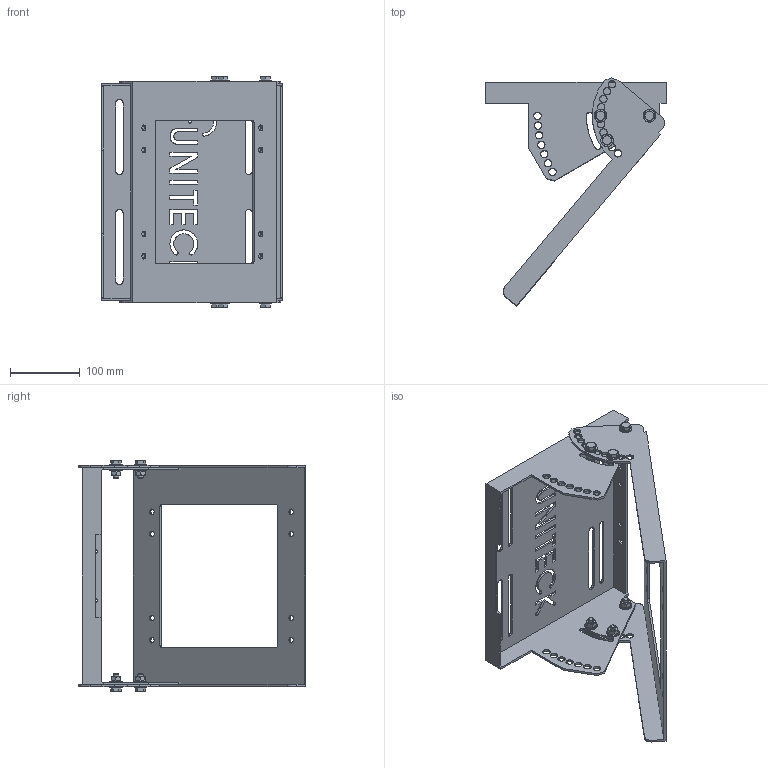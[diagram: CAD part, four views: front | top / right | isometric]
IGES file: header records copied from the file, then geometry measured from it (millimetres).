
Start section: SolidWorks IGES file using analytic representation for surfaces
Global section: file name: 0286 - Unifix 20 S - Visuel.IGS; native system: SolidWorks 2021; preprocessor: SolidWorks 2021; author: be; date: 240716.154113; units: millimetre
Bounding box: 258 x 325.67 x 330.35 mm (x, y, z)
Surface area: 450031.8 mm2 (no closed solid volume)
Topology: 0 solids, 0 shells, 717 faces, 11314 edges, 11314 vertices
Faces by surface type: revolution 370, bspline 347
